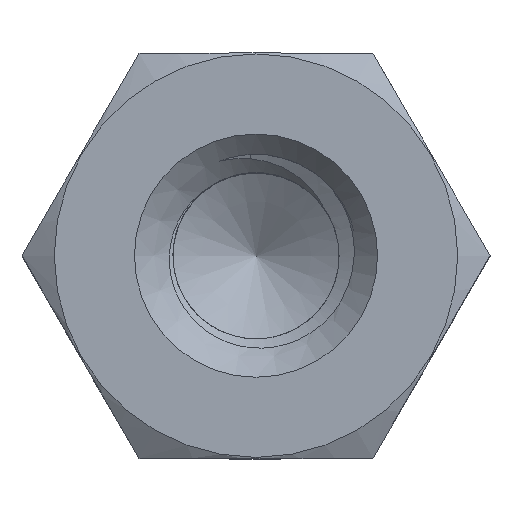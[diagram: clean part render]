
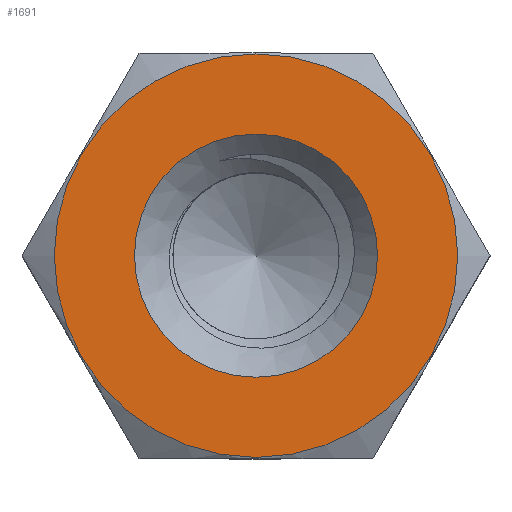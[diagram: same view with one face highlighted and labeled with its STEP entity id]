
A CAD part, top view. The second image highlights one B-rep face of the part: STEP entity #1691.
In plain terms, the highlighted planar face has unit normal (0, 0, 1).
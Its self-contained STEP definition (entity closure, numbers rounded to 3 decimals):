
#1691 = ADVANCED_FACE('',(#1692,#1703),#1714,.F.);
#1692 = FACE_BOUND('',#1693,.T.);
#1693 = EDGE_LOOP('',(#1694));
#1694 = ORIENTED_EDGE('',*,*,#1695,.F.);
#1695 = EDGE_CURVE('',#1696,#1696,#1698,.T.);
#1696 = VERTEX_POINT('',#1697);
#1697 = CARTESIAN_POINT('',(-2.488,0.,0.));
#1698 = CIRCLE('',#1699,2.488);
#1699 = AXIS2_PLACEMENT_3D('',#1700,#1701,#1702);
#1700 = CARTESIAN_POINT('',(0.,0.,0.));
#1701 = DIRECTION('',(0.,0.,-1.));
#1702 = DIRECTION('',(1.,0.,0.));
#1703 = FACE_BOUND('',#1704,.T.);
#1704 = EDGE_LOOP('',(#1705));
#1705 = ORIENTED_EDGE('',*,*,#1706,.F.);
#1706 = EDGE_CURVE('',#1707,#1707,#1709,.T.);
#1707 = VERTEX_POINT('',#1708);
#1708 = CARTESIAN_POINT('',(1.5,0.,0.));
#1709 = CIRCLE('',#1710,1.5);
#1710 = AXIS2_PLACEMENT_3D('',#1711,#1712,#1713);
#1711 = CARTESIAN_POINT('',(0.,0.,0.));
#1712 = DIRECTION('',(0.,0.,1.));
#1713 = DIRECTION('',(-1.,0.,0.));
#1714 = PLANE('',#1715);
#1715 = AXIS2_PLACEMENT_3D('',#1716,#1717,#1718);
#1716 = CARTESIAN_POINT('',(0.,0.,0.));
#1717 = DIRECTION('',(0.,0.,-1.));
#1718 = DIRECTION('',(-1.,0.,0.));
